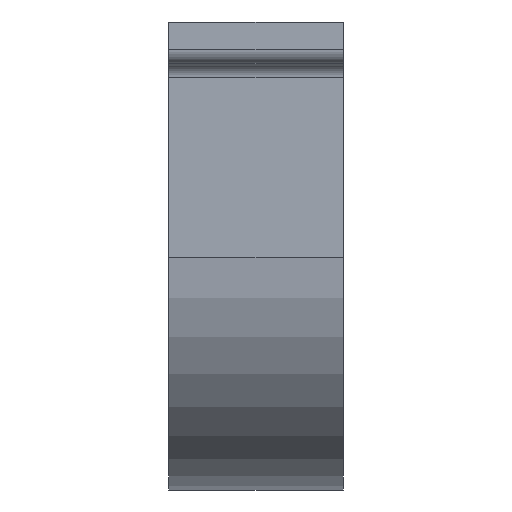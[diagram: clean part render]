
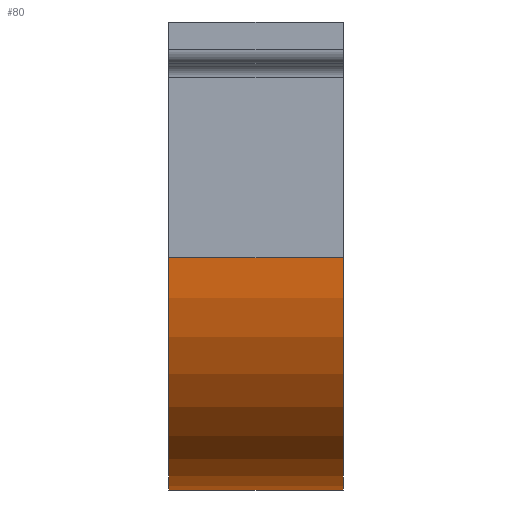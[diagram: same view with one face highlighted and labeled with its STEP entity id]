
A CAD part, left-side view. The second image highlights one B-rep face of the part: STEP entity #80.
In plain terms, the highlighted cylindrical face has radius 24.968 mm (diameter 49.936 mm), a partial arc.
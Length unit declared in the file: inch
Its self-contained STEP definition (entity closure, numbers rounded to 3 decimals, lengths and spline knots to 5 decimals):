
#49 = FACE_OUTER_BOUND ( 'NONE', #260, .T. ) ;
#79 = CARTESIAN_POINT ( 'NONE',  ( 0., 0.736, -0.983 ) ) ;
#80 = ADVANCED_FACE ( 'NONE', ( #49 ), #203, .T. ) ;
#94 = CARTESIAN_POINT ( 'NONE',  ( 0., 0.736, -0.983 ) ) ;
#121 = CARTESIAN_POINT ( 'NONE',  ( 0., 0.736, 0. ) ) ;
#146 = ORIENTED_EDGE ( 'NONE', *, *, #778, .T. ) ;
#157 = CARTESIAN_POINT ( 'NONE',  ( -0.983, 0.736, 0. ) ) ;
#203 = CYLINDRICAL_SURFACE ( 'NONE', #505, 0.983 ) ;
#237 = DIRECTION ( 'NONE',  ( 0., 1., 0. ) ) ;
#249 = CIRCLE ( 'NONE', #274, 0.983 ) ;
#260 = EDGE_LOOP ( 'NONE', ( #506, #308, #146, #350 ) ) ;
#269 = AXIS2_PLACEMENT_3D ( 'NONE', #389, #883, #465 ) ;
#274 = AXIS2_PLACEMENT_3D ( 'NONE', #668, #237, #746 ) ;
#301 = VERTEX_POINT ( 'NONE', #532 ) ;
#308 = ORIENTED_EDGE ( 'NONE', *, *, #763, .T. ) ;
#350 = ORIENTED_EDGE ( 'NONE', *, *, #761, .F. ) ;
#370 = VERTEX_POINT ( 'NONE', #94 ) ;
#387 = DIRECTION ( 'NONE',  ( 0., -1., 0. ) ) ;
#389 = CARTESIAN_POINT ( 'NONE',  ( 0., 0., 0. ) ) ;
#432 = CIRCLE ( 'NONE', #269, 0.983 ) ;
#448 = CARTESIAN_POINT ( 'NONE',  ( -0.983, 0., 0. ) ) ;
#465 = DIRECTION ( 'NONE',  ( 0., 0., 1. ) ) ;
#471 = VERTEX_POINT ( 'NONE', #788 ) ;
#505 = AXIS2_PLACEMENT_3D ( 'NONE', #121, #572, #712 ) ;
#506 = ORIENTED_EDGE ( 'NONE', *, *, #776, .F. ) ;
#532 = CARTESIAN_POINT ( 'NONE',  ( 0., 0., -0.983 ) ) ;
#572 = DIRECTION ( 'NONE',  ( 0., -1., 0. ) ) ;
#606 = VECTOR ( 'NONE', #387, 39.37008 ) ;
#639 = VECTOR ( 'NONE', #881, 39.37008 ) ;
#668 = CARTESIAN_POINT ( 'NONE',  ( 0., 0.736, 0. ) ) ;
#712 = DIRECTION ( 'NONE',  ( 0., 0., -1. ) ) ;
#729 = VERTEX_POINT ( 'NONE', #448 ) ;
#746 = DIRECTION ( 'NONE',  ( 0., 0., 1. ) ) ;
#761 = EDGE_CURVE ( 'NONE', #471, #729, #808, .T. ) ;
#763 = EDGE_CURVE ( 'NONE', #370, #301, #830, .T. ) ;
#776 = EDGE_CURVE ( 'NONE', #370, #471, #249, .T. ) ;
#778 = EDGE_CURVE ( 'NONE', #301, #729, #432, .T. ) ;
#788 = CARTESIAN_POINT ( 'NONE',  ( -0.983, 0.736, 0. ) ) ;
#808 = LINE ( 'NONE', #157, #606 ) ;
#830 = LINE ( 'NONE', #79, #639 ) ;
#881 = DIRECTION ( 'NONE',  ( 0., -1., 0. ) ) ;
#883 = DIRECTION ( 'NONE',  ( 0., 1., 0. ) ) ;
